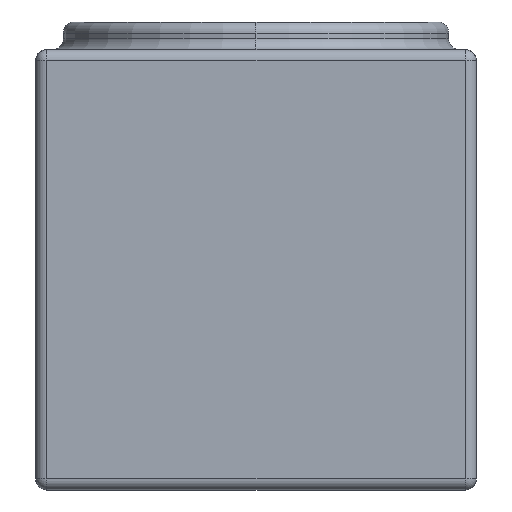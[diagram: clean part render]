
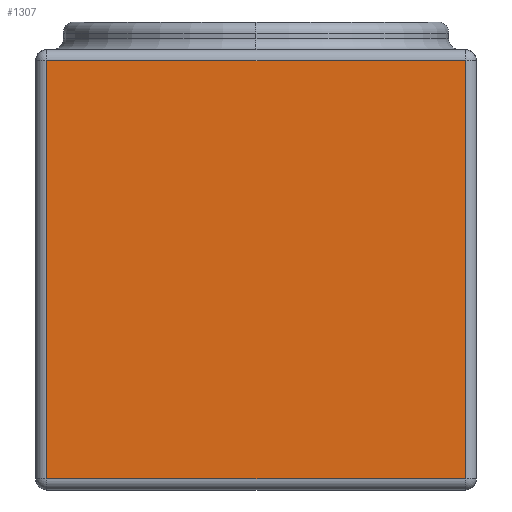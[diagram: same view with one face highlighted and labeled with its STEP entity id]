
A CAD part, front view. The second image highlights one B-rep face of the part: STEP entity #1307.
In plain terms, the highlighted planar face has unit normal (0, -1, 0).
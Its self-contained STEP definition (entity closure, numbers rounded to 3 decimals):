
#17=DIRECTION('',(0.,0.,1.));
#18=VECTOR('',#17,7.6);
#19=CARTESIAN_POINT('',(3.8,0.,-3.8));
#20=LINE('',#19,#18);
#25=DIRECTION('',(1.,0.,0.));
#26=VECTOR('',#25,7.6);
#27=CARTESIAN_POINT('',(-3.8,0.,-3.8));
#28=LINE('',#27,#26);
#32=DIRECTION('',(0.,0.,-1.));
#33=VECTOR('',#32,7.6);
#34=CARTESIAN_POINT('',(-3.8,0.,3.8));
#35=LINE('',#34,#33);
#39=DIRECTION('',(-1.,0.,0.));
#40=VECTOR('',#39,7.6);
#41=CARTESIAN_POINT('',(3.8,0.,3.8));
#42=LINE('',#41,#40);
#1172=CARTESIAN_POINT('',(3.8,0.,-3.8));
#1173=CARTESIAN_POINT('',(3.8,0.,3.8));
#1174=VERTEX_POINT('',#1172);
#1175=VERTEX_POINT('',#1173);
#1178=CARTESIAN_POINT('',(-3.8,0.,3.8));
#1179=VERTEX_POINT('',#1178);
#1182=CARTESIAN_POINT('',(-3.8,0.,-3.8));
#1183=VERTEX_POINT('',#1182);
#1292=CARTESIAN_POINT('',(0.,0.,0.));
#1293=DIRECTION('',(0.,1.,0.));
#1294=DIRECTION('',(1.,0.,0.));
#1295=AXIS2_PLACEMENT_3D('',#1292,#1293,#1294);
#1296=PLANE('',#1295);
#1298=ORIENTED_EDGE('',*,*,#1297,.F.);
#1300=ORIENTED_EDGE('',*,*,#1299,.F.);
#1302=ORIENTED_EDGE('',*,*,#1301,.F.);
#1304=ORIENTED_EDGE('',*,*,#1303,.F.);
#1305=EDGE_LOOP('',(#1298,#1300,#1302,#1304));
#1306=FACE_OUTER_BOUND('',#1305,.F.);
#1307=ADVANCED_FACE('',(#1306),#1296,.F.);
#1297=EDGE_CURVE('',#1174,#1175,#20,.T.);
#1299=EDGE_CURVE('',#1183,#1174,#28,.T.);
#1301=EDGE_CURVE('',#1179,#1183,#35,.T.);
#1303=EDGE_CURVE('',#1175,#1179,#42,.T.);
